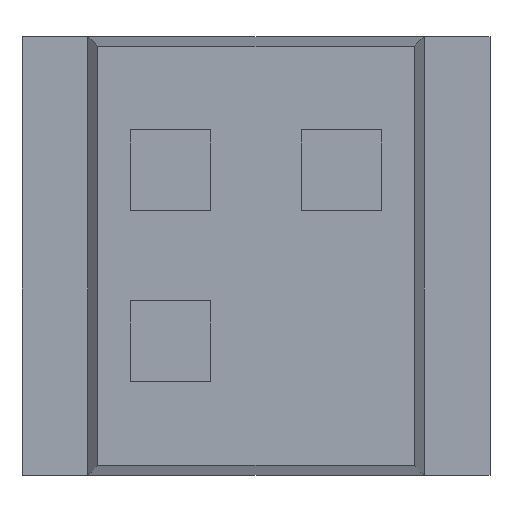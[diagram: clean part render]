
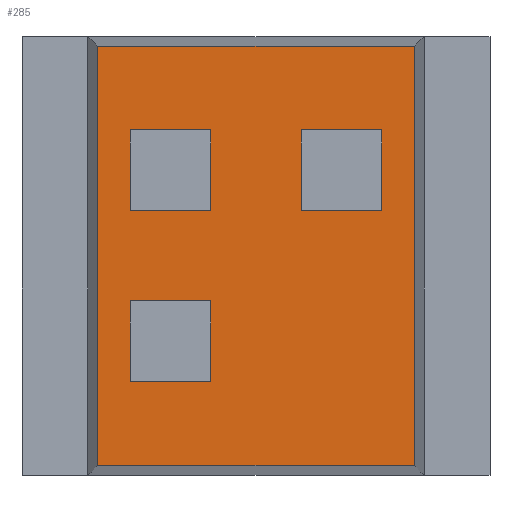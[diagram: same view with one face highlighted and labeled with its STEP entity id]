
A CAD part, top view. The second image highlights one B-rep face of the part: STEP entity #285.
In plain terms, the highlighted planar face has unit normal (0, 0, 1).
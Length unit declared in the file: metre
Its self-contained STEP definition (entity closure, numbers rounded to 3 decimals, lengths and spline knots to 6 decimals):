
#16=ORIENTED_EDGE('',*,*,#92,.F.);
#17=ORIENTED_EDGE('',*,*,#93,.T.);
#18=ORIENTED_EDGE('',*,*,#94,.T.);
#19=ORIENTED_EDGE('',*,*,#95,.F.);
#20=ORIENTED_EDGE('',*,*,#96,.T.);
#21=ORIENTED_EDGE('',*,*,#97,.T.);
#22=ORIENTED_EDGE('',*,*,#98,.F.);
#23=ORIENTED_EDGE('',*,*,#99,.F.);
#24=ORIENTED_EDGE('',*,*,#100,.T.);
#25=ORIENTED_EDGE('',*,*,#101,.T.);
#26=ORIENTED_EDGE('',*,*,#102,.F.);
#27=ORIENTED_EDGE('',*,*,#103,.F.);
#28=ORIENTED_EDGE('',*,*,#104,.T.);
#29=ORIENTED_EDGE('',*,*,#105,.T.);
#30=ORIENTED_EDGE('',*,*,#106,.F.);
#31=ORIENTED_EDGE('',*,*,#107,.F.);
#92=EDGE_CURVE('',#130,#131,#158,.T.);
#93=EDGE_CURVE('',#130,#132,#159,.F.);
#94=EDGE_CURVE('',#132,#133,#160,.F.);
#95=EDGE_CURVE('',#131,#133,#161,.T.);
#96=EDGE_CURVE('',#134,#135,#162,.T.);
#97=EDGE_CURVE('',#135,#136,#163,.T.);
#98=EDGE_CURVE('',#137,#136,#164,.T.);
#99=EDGE_CURVE('',#134,#137,#165,.T.);
#100=EDGE_CURVE('',#138,#139,#166,.T.);
#101=EDGE_CURVE('',#139,#140,#167,.T.);
#102=EDGE_CURVE('',#141,#140,#168,.T.);
#103=EDGE_CURVE('',#138,#141,#169,.T.);
#104=EDGE_CURVE('',#142,#143,#170,.T.);
#105=EDGE_CURVE('',#143,#144,#171,.T.);
#106=EDGE_CURVE('',#145,#144,#172,.T.);
#107=EDGE_CURVE('',#142,#145,#173,.T.);
#130=VERTEX_POINT('',#421);
#131=VERTEX_POINT('',#422);
#132=VERTEX_POINT('',#424);
#133=VERTEX_POINT('',#426);
#134=VERTEX_POINT('',#429);
#135=VERTEX_POINT('',#430);
#136=VERTEX_POINT('',#432);
#137=VERTEX_POINT('',#434);
#138=VERTEX_POINT('',#437);
#139=VERTEX_POINT('',#438);
#140=VERTEX_POINT('',#440);
#141=VERTEX_POINT('',#442);
#142=VERTEX_POINT('',#445);
#143=VERTEX_POINT('',#446);
#144=VERTEX_POINT('',#448);
#145=VERTEX_POINT('',#450);
#158=LINE('',#420,#196);
#159=LINE('',#423,#197);
#160=LINE('',#425,#198);
#161=LINE('',#427,#199);
#162=LINE('',#428,#200);
#163=LINE('',#431,#201);
#164=LINE('',#433,#202);
#165=LINE('',#435,#203);
#166=LINE('',#436,#204);
#167=LINE('',#439,#205);
#168=LINE('',#441,#206);
#169=LINE('',#443,#207);
#170=LINE('',#444,#208);
#171=LINE('',#447,#209);
#172=LINE('',#449,#210);
#173=LINE('',#451,#211);
#196=VECTOR('',#352,1.);
#197=VECTOR('',#353,1.);
#198=VECTOR('',#354,1.);
#199=VECTOR('',#355,1.);
#200=VECTOR('',#356,1.);
#201=VECTOR('',#357,1.);
#202=VECTOR('',#358,1.);
#203=VECTOR('',#359,1.);
#204=VECTOR('',#360,1.);
#205=VECTOR('',#361,1.);
#206=VECTOR('',#362,1.);
#207=VECTOR('',#363,1.);
#208=VECTOR('',#364,1.);
#209=VECTOR('',#365,1.);
#210=VECTOR('',#366,1.);
#211=VECTOR('',#367,1.);
#234=EDGE_LOOP('',(#16,#17,#18,#19));
#235=EDGE_LOOP('',(#20,#21,#22,#23));
#236=EDGE_LOOP('',(#24,#25,#26,#27));
#237=EDGE_LOOP('',(#28,#29,#30,#31));
#252=FACE_BOUND('',#234,.T.);
#253=FACE_BOUND('',#235,.T.);
#254=FACE_BOUND('',#236,.T.);
#255=FACE_BOUND('',#237,.T.);
#270=PLANE('',#333);
#285=ADVANCED_FACE('',(#252,#253,#254,#255),#270,.T.);
#333=AXIS2_PLACEMENT_3D('',#419,#350,#351);
#350=DIRECTION('',(0.,0.,1.));
#351=DIRECTION('',(1.,0.,0.));
#352=DIRECTION('',(0.,-1.,0.));
#353=DIRECTION('',(1.,0.,0.));
#354=DIRECTION('',(0.,1.,0.));
#355=DIRECTION('',(-1.,0.,0.));
#356=DIRECTION('',(1.,0.,0.));
#357=DIRECTION('',(0.,-1.,0.));
#358=DIRECTION('',(1.,0.,0.));
#359=DIRECTION('',(0.,-1.,0.));
#360=DIRECTION('',(1.,0.,0.));
#361=DIRECTION('',(0.,-1.,0.));
#362=DIRECTION('',(1.,0.,0.));
#363=DIRECTION('',(0.,-1.,0.));
#364=DIRECTION('',(1.,0.,0.));
#365=DIRECTION('',(0.,-1.,0.));
#366=DIRECTION('',(1.,0.,0.));
#367=DIRECTION('',(0.,-1.,0.));
#419=CARTESIAN_POINT('',(0.,0.,0.0006));
#420=CARTESIAN_POINT('',(0.000542,0.00075,0.0006));
#421=CARTESIAN_POINT('',(0.000542,0.000717,0.0006));
#422=CARTESIAN_POINT('',(0.000542,-0.000717,0.0006));
#423=CARTESIAN_POINT('',(0.,0.000717,0.0006));
#424=CARTESIAN_POINT('',(-0.000542,0.000717,0.0006));
#425=CARTESIAN_POINT('',(-0.000542,0.00075,0.0006));
#426=CARTESIAN_POINT('',(-0.000542,-0.000717,0.0006));
#427=CARTESIAN_POINT('',(0.,-0.000717,0.0006));
#428=CARTESIAN_POINT('',(0.,0.00043,0.0006));
#429=CARTESIAN_POINT('',(-0.00043,0.00043,0.0006));
#430=CARTESIAN_POINT('',(-0.000154,0.00043,0.0006));
#431=CARTESIAN_POINT('',(-0.000154,0.,0.0006));
#432=CARTESIAN_POINT('',(-0.000154,0.000154,0.0006));
#433=CARTESIAN_POINT('',(0.,0.000154,0.0006));
#434=CARTESIAN_POINT('',(-0.00043,0.000154,0.0006));
#435=CARTESIAN_POINT('',(-0.00043,0.,0.0006));
#436=CARTESIAN_POINT('',(0.,0.00043,0.0006));
#437=CARTESIAN_POINT('',(0.000154,0.00043,0.0006));
#438=CARTESIAN_POINT('',(0.00043,0.00043,0.0006));
#439=CARTESIAN_POINT('',(0.00043,0.,0.0006));
#440=CARTESIAN_POINT('',(0.00043,0.000154,0.0006));
#441=CARTESIAN_POINT('',(0.,0.000154,0.0006));
#442=CARTESIAN_POINT('',(0.000154,0.000154,0.0006));
#443=CARTESIAN_POINT('',(0.000154,0.,0.0006));
#444=CARTESIAN_POINT('',(0.,-0.000154,0.0006));
#445=CARTESIAN_POINT('',(-0.00043,-0.000154,0.0006));
#446=CARTESIAN_POINT('',(-0.000154,-0.000154,0.0006));
#447=CARTESIAN_POINT('',(-0.000154,0.,0.0006));
#448=CARTESIAN_POINT('',(-0.000154,-0.00043,0.0006));
#449=CARTESIAN_POINT('',(0.,-0.00043,0.0006));
#450=CARTESIAN_POINT('',(-0.00043,-0.00043,0.0006));
#451=CARTESIAN_POINT('',(-0.00043,0.,0.0006));
